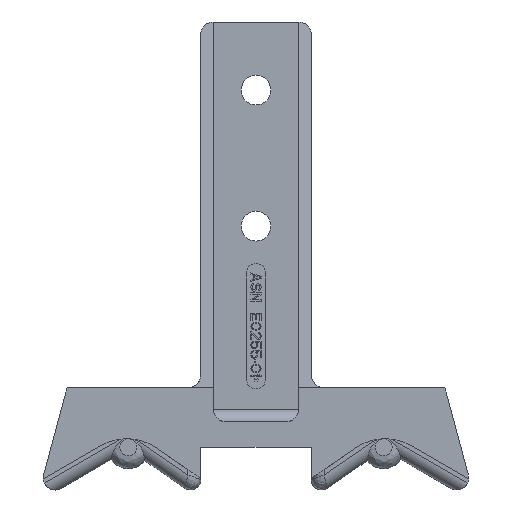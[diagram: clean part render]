
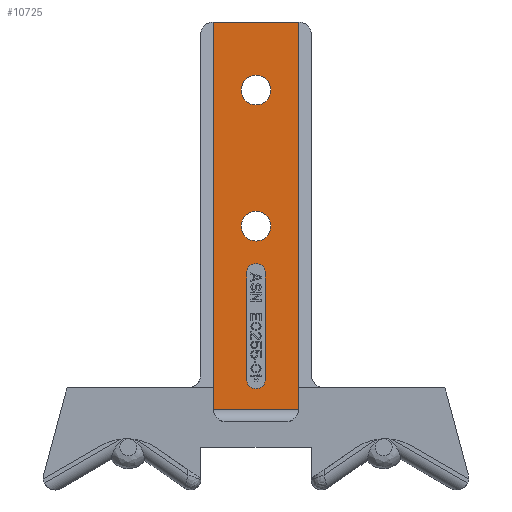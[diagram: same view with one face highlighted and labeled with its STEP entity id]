
A CAD part, top view. The second image highlights one B-rep face of the part: STEP entity #10725.
In plain terms, the highlighted planar face has unit normal (0, 0, 1).
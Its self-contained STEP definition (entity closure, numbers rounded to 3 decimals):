
#2126=DIRECTION('',(1.,0.,0.));
#2127=VECTOR('',#2126,10.);
#2128=CARTESIAN_POINT('',(-5.,50.,5.));
#2129=LINE('',#2128,#2127);
#2143=DIRECTION('',(0.,-1.,0.));
#2144=VECTOR('',#2143,45.5);
#2145=CARTESIAN_POINT('',(5.,50.,5.));
#2146=LINE('',#2145,#2144);
#2147=DIRECTION('',(1.,0.,0.));
#2148=VECTOR('',#2147,10.);
#2149=CARTESIAN_POINT('',(-5.,4.5,5.));
#2150=LINE('',#2149,#2148);
#2151=DIRECTION('',(0.,1.,0.));
#2152=VECTOR('',#2151,45.5);
#2153=CARTESIAN_POINT('',(-5.,4.5,5.));
#2154=LINE('',#2153,#2152);
#2155=CARTESIAN_POINT('',(0.,42.,5.));
#2156=DIRECTION('',(0.,0.,1.));
#2157=DIRECTION('',(1.,0.,0.));
#2158=AXIS2_PLACEMENT_3D('',#2155,#2156,#2157);
#2160=CARTESIAN_POINT('',(0.,42.,5.));
#2161=DIRECTION('',(0.,0.,1.));
#2162=DIRECTION('',(-1.,0.,0.));
#2163=AXIS2_PLACEMENT_3D('',#2160,#2161,#2162);
#2165=CARTESIAN_POINT('',(0.,26.,5.));
#2166=DIRECTION('',(0.,0.,1.));
#2167=DIRECTION('',(1.,0.,0.));
#2168=AXIS2_PLACEMENT_3D('',#2165,#2166,#2167);
#2170=CARTESIAN_POINT('',(0.,26.,5.));
#2171=DIRECTION('',(0.,0.,1.));
#2172=DIRECTION('',(-1.,0.,0.));
#2173=AXIS2_PLACEMENT_3D('',#2170,#2171,#2172);
#2175=CARTESIAN_POINT('',(0.,8.,5.));
#2176=DIRECTION('',(0.,0.,1.));
#2177=DIRECTION('',(-1.,0.,0.));
#2178=AXIS2_PLACEMENT_3D('',#2175,#2176,#2177);
#2180=DIRECTION('',(0.,1.,0.));
#2181=VECTOR('',#2180,12.5);
#2182=CARTESIAN_POINT('',(1.1,8.,5.));
#2183=LINE('',#2182,#2181);
#2184=CARTESIAN_POINT('',(0.,20.5,5.));
#2185=DIRECTION('',(0.,0.,1.));
#2186=DIRECTION('',(1.,0.,0.));
#2187=AXIS2_PLACEMENT_3D('',#2184,#2185,#2186);
#2189=DIRECTION('',(0.,-1.,0.));
#2190=VECTOR('',#2189,12.5);
#2191=CARTESIAN_POINT('',(-1.1,20.5,5.));
#2192=LINE('',#2191,#2190);
#6087=CARTESIAN_POINT('',(1.75,42.,5.));
#6088=CARTESIAN_POINT('',(-1.75,42.,5.));
#6089=VERTEX_POINT('',#6087);
#6090=VERTEX_POINT('',#6088);
#6091=CARTESIAN_POINT('',(1.75,26.,5.));
#6092=CARTESIAN_POINT('',(-1.75,26.,5.));
#6093=VERTEX_POINT('',#6091);
#6094=VERTEX_POINT('',#6092);
#6099=CARTESIAN_POINT('',(-5.,4.5,5.));
#6100=CARTESIAN_POINT('',(5.,4.5,5.));
#6101=VERTEX_POINT('',#6099);
#6102=VERTEX_POINT('',#6100);
#6103=CARTESIAN_POINT('',(-5.,50.,5.));
#6104=VERTEX_POINT('',#6103);
#6105=CARTESIAN_POINT('',(5.,50.,5.));
#6106=VERTEX_POINT('',#6105);
#6380=CARTESIAN_POINT('',(-1.1,8.,5.));
#6381=CARTESIAN_POINT('',(1.1,8.,5.));
#6382=VERTEX_POINT('',#6380);
#6383=VERTEX_POINT('',#6381);
#6384=CARTESIAN_POINT('',(1.1,20.5,5.));
#6385=VERTEX_POINT('',#6384);
#6386=CARTESIAN_POINT('',(-1.1,20.5,5.));
#6387=VERTEX_POINT('',#6386);
#10692=CARTESIAN_POINT('',(-33.,0.,5.));
#10693=DIRECTION('',(0.,0.,-1.));
#10694=DIRECTION('',(0.,1.,0.));
#10695=AXIS2_PLACEMENT_3D('',#10692,#10693,#10694);
#10696=PLANE('',#10695);
#10697=ORIENTED_EDGE('',*,*,#10673,.T.);
#10698=ORIENTED_EDGE('',*,*,#10492,.T.);
#10699=ORIENTED_EDGE('',*,*,#10533,.F.);
#10700=ORIENTED_EDGE('',*,*,#10559,.T.);
#10701=EDGE_LOOP('',(#10697,#10698,#10699,#10700));
#10702=FACE_OUTER_BOUND('',#10701,.F.);
#10704=ORIENTED_EDGE('',*,*,#10703,.T.);
#10706=ORIENTED_EDGE('',*,*,#10705,.T.);
#10707=EDGE_LOOP('',(#10704,#10706));
#10708=FACE_BOUND('',#10707,.F.);
#10710=ORIENTED_EDGE('',*,*,#10709,.T.);
#10712=ORIENTED_EDGE('',*,*,#10711,.T.);
#10713=EDGE_LOOP('',(#10710,#10712));
#10714=FACE_BOUND('',#10713,.F.);
#10716=ORIENTED_EDGE('',*,*,#10715,.T.);
#10718=ORIENTED_EDGE('',*,*,#10717,.T.);
#10720=ORIENTED_EDGE('',*,*,#10719,.T.);
#10722=ORIENTED_EDGE('',*,*,#10721,.T.);
#10723=EDGE_LOOP('',(#10716,#10718,#10720,#10722));
#10724=FACE_BOUND('',#10723,.F.);
#10725=ADVANCED_FACE('',(#10702,#10708,#10714,#10724),#10696,.F.);
#2159=CIRCLE('',#2158,1.75);
#2164=CIRCLE('',#2163,1.75);
#2169=CIRCLE('',#2168,1.75);
#2174=CIRCLE('',#2173,1.75);
#2179=CIRCLE('',#2178,1.1);
#2188=CIRCLE('',#2187,1.1);
#10492=EDGE_CURVE('',#6106,#6102,#2146,.T.);
#10533=EDGE_CURVE('',#6101,#6102,#2150,.T.);
#10559=EDGE_CURVE('',#6101,#6104,#2154,.T.);
#10673=EDGE_CURVE('',#6104,#6106,#2129,.T.);
#10703=EDGE_CURVE('',#6089,#6090,#2159,.T.);
#10705=EDGE_CURVE('',#6090,#6089,#2164,.T.);
#10709=EDGE_CURVE('',#6093,#6094,#2169,.T.);
#10711=EDGE_CURVE('',#6094,#6093,#2174,.T.);
#10715=EDGE_CURVE('',#6382,#6383,#2179,.T.);
#10717=EDGE_CURVE('',#6383,#6385,#2183,.T.);
#10719=EDGE_CURVE('',#6385,#6387,#2188,.T.);
#10721=EDGE_CURVE('',#6387,#6382,#2192,.T.);
